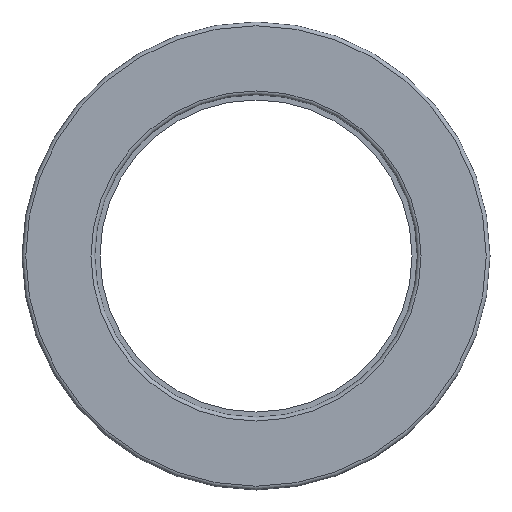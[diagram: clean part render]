
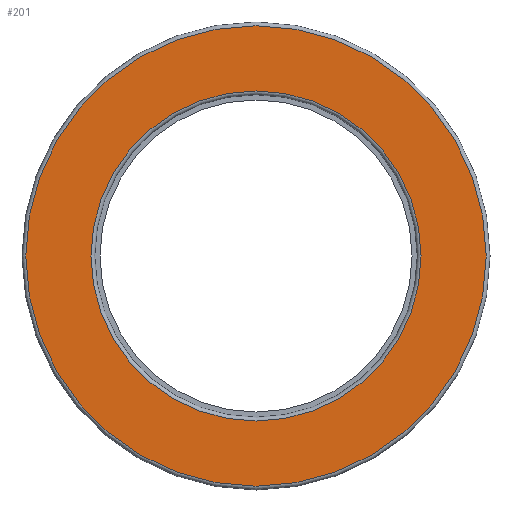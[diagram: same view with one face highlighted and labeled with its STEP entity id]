
A CAD part, front view. The second image highlights one B-rep face of the part: STEP entity #201.
In plain terms, the highlighted planar face has unit normal (0, -1, 0).
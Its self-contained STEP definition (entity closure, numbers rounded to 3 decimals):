
#201 = ADVANCED_FACE( '', ( #321, #322 ), #323, .T. );
#321 = FACE_BOUND( '', #403, .T. );
#322 = FACE_OUTER_BOUND( '', #404, .T. );
#323 = PLANE( '', #405 );
#403 = EDGE_LOOP( '', ( #491 ) );
#404 = EDGE_LOOP( '', ( #492 ) );
#405 = AXIS2_PLACEMENT_3D( '', #493, #494, #495 );
#491 = ORIENTED_EDGE( '', *, *, #553, .T. );
#492 = ORIENTED_EDGE( '', *, *, #562, .F. );
#493 = CARTESIAN_POINT( '', ( -66.4, 0., 0. ) );
#494 = DIRECTION( '', ( 0., -1., 0. ) );
#495 = DIRECTION( '', ( 1., 0., 0. ) );
#553 = EDGE_CURVE( '', #596, #596, #597, .T. );
#562 = EDGE_CURVE( '', #610, #610, #611, .T. );
#596 = VERTEX_POINT( '', #645 );
#597 = CIRCLE( '', #646, 47.6 );
#610 = VERTEX_POINT( '', #659 );
#611 = CIRCLE( '', #660, 66.4 );
#645 = CARTESIAN_POINT( '', ( -47.6, 0., 0. ) );
#646 = AXIS2_PLACEMENT_3D( '', #696, #697, #698 );
#659 = CARTESIAN_POINT( '', ( -66.4, 0., 0. ) );
#660 = AXIS2_PLACEMENT_3D( '', #711, #712, #713 );
#696 = CARTESIAN_POINT( '', ( 0., 0., 0. ) );
#697 = DIRECTION( '', ( 0., 1., 0. ) );
#698 = DIRECTION( '', ( -1., 0., 0. ) );
#711 = CARTESIAN_POINT( '', ( 0., 0., 0. ) );
#712 = DIRECTION( '', ( 0., 1., 0. ) );
#713 = DIRECTION( '', ( -1., 0., 0. ) );
